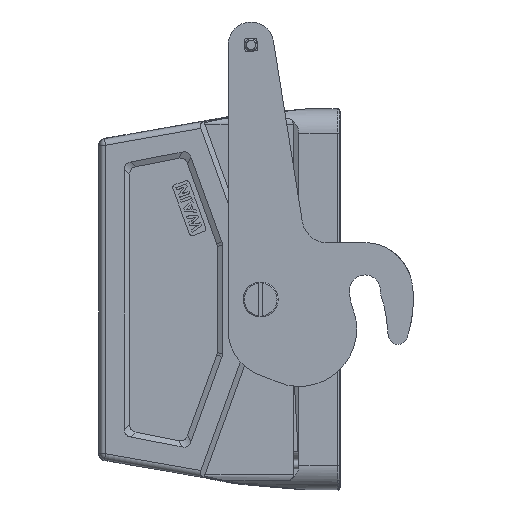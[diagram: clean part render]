
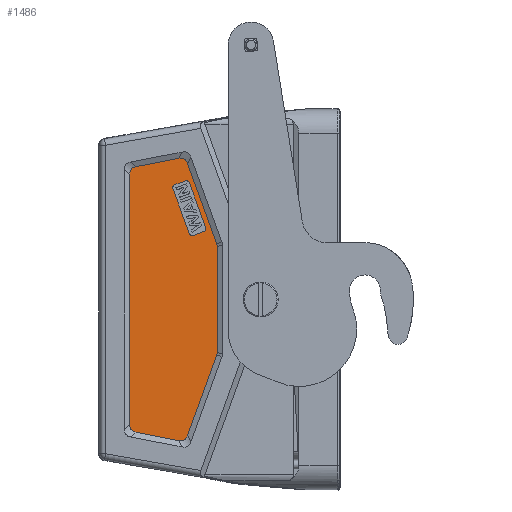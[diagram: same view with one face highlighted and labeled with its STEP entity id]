
A CAD part, left-side view. The second image highlights one B-rep face of the part: STEP entity #1486.
In plain terms, the highlighted planar face has unit normal (-1, 0, 0).
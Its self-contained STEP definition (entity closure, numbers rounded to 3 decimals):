
#1486=ADVANCED_FACE('',(#2663,#2664),#2085,.T.);
#2085=PLANE('',#13253);
#2368=B_SPLINE_CURVE_WITH_KNOTS('',3,(#19359,#19360,#19361,#19362),
 .UNSPECIFIED.,.F.,.F.,(4,4),(0.,1.),.UNSPECIFIED.);
#2369=B_SPLINE_CURVE_WITH_KNOTS('',3,(#19370,#19371,#19372,#19373),
 .UNSPECIFIED.,.F.,.F.,(4,4),(0.,1.),.UNSPECIFIED.);
#2370=B_SPLINE_CURVE_WITH_KNOTS('',3,(#19381,#19382,#19383,#19384),
 .UNSPECIFIED.,.F.,.F.,(4,4),(0.,1.),.UNSPECIFIED.);
#2371=B_SPLINE_CURVE_WITH_KNOTS('',3,(#19392,#19393,#19394,#19395),
 .UNSPECIFIED.,.F.,.F.,(4,4),(0.,1.),.UNSPECIFIED.);
#2372=B_SPLINE_CURVE_WITH_KNOTS('',3,(#19403,#19404,#19405,#19406),
 .UNSPECIFIED.,.F.,.F.,(4,4),(0.,1.),.UNSPECIFIED.);
#2373=B_SPLINE_CURVE_WITH_KNOTS('',3,(#19414,#19415,#19416,#19417),
 .UNSPECIFIED.,.F.,.F.,(4,4),(0.,1.),.UNSPECIFIED.);
#2663=FACE_BOUND('',#2951,.T.);
#2664=FACE_BOUND('',#2952,.T.);
#2951=EDGE_LOOP('',(#6568,#6569,#6570,#6571,#6572,#6573,#6574,#6575,#6576,
#6577,#6578,#6579));
#2952=EDGE_LOOP('',(#6580,#6581,#6582,#6583,#6584,#6585,#6586,#6587,#6588,
#6589));
#3822=LINE('',#19366,#4741);
#3825=LINE('',#19377,#4744);
#3828=LINE('',#19388,#4747);
#3831=LINE('',#19399,#4750);
#3834=LINE('',#19410,#4753);
#3837=LINE('',#19421,#4756);
#3838=LINE('',#19428,#4757);
#3839=LINE('',#19432,#4758);
#3840=LINE('',#19438,#4759);
#3841=LINE('',#19442,#4760);
#4741=VECTOR('',#15284,1.);
#4744=VECTOR('',#15291,1.);
#4747=VECTOR('',#15298,1.);
#4750=VECTOR('',#15305,1.);
#4753=VECTOR('',#15312,1.);
#4756=VECTOR('',#15319,1.);
#4757=VECTOR('',#15326,1.);
#4758=VECTOR('',#15329,1.);
#4759=VECTOR('',#15334,1.);
#4760=VECTOR('',#15337,1.);
#6568=ORIENTED_EDGE('',*,*,#10993,.F.);
#6569=ORIENTED_EDGE('',*,*,#10991,.F.);
#6570=ORIENTED_EDGE('',*,*,#10989,.F.);
#6571=ORIENTED_EDGE('',*,*,#10987,.F.);
#6572=ORIENTED_EDGE('',*,*,#10985,.F.);
#6573=ORIENTED_EDGE('',*,*,#10983,.F.);
#6574=ORIENTED_EDGE('',*,*,#10981,.F.);
#6575=ORIENTED_EDGE('',*,*,#10979,.F.);
#6576=ORIENTED_EDGE('',*,*,#10977,.F.);
#6577=ORIENTED_EDGE('',*,*,#10999,.F.);
#6578=ORIENTED_EDGE('',*,*,#10997,.F.);
#6579=ORIENTED_EDGE('',*,*,#10995,.F.);
#6580=ORIENTED_EDGE('',*,*,#11000,.F.);
#6581=ORIENTED_EDGE('',*,*,#11001,.F.);
#6582=ORIENTED_EDGE('',*,*,#11002,.F.);
#6583=ORIENTED_EDGE('',*,*,#11003,.F.);
#6584=ORIENTED_EDGE('',*,*,#11004,.F.);
#6585=ORIENTED_EDGE('',*,*,#11005,.F.);
#6586=ORIENTED_EDGE('',*,*,#11006,.F.);
#6587=ORIENTED_EDGE('',*,*,#11007,.F.);
#6588=ORIENTED_EDGE('',*,*,#11008,.F.);
#6589=ORIENTED_EDGE('',*,*,#11009,.F.);
#9560=VERTEX_POINT('',#19358);
#9561=VERTEX_POINT('',#19363);
#9562=VERTEX_POINT('',#19367);
#9563=VERTEX_POINT('',#19374);
#9564=VERTEX_POINT('',#19378);
#9565=VERTEX_POINT('',#19385);
#9566=VERTEX_POINT('',#19389);
#9567=VERTEX_POINT('',#19396);
#9568=VERTEX_POINT('',#19400);
#9569=VERTEX_POINT('',#19407);
#9570=VERTEX_POINT('',#19411);
#9571=VERTEX_POINT('',#19418);
#9572=VERTEX_POINT('',#19424);
#9573=VERTEX_POINT('',#19425);
#9574=VERTEX_POINT('',#19427);
#9575=VERTEX_POINT('',#19429);
#9576=VERTEX_POINT('',#19431);
#9577=VERTEX_POINT('',#19433);
#9578=VERTEX_POINT('',#19435);
#9579=VERTEX_POINT('',#19437);
#9580=VERTEX_POINT('',#19439);
#9581=VERTEX_POINT('',#19441);
#10977=EDGE_CURVE('',#9560,#9561,#2368,.T.);
#10979=EDGE_CURVE('',#9561,#9562,#3822,.T.);
#10981=EDGE_CURVE('',#9562,#9563,#2369,.T.);
#10983=EDGE_CURVE('',#9563,#9564,#3825,.T.);
#10985=EDGE_CURVE('',#9564,#9565,#2370,.T.);
#10987=EDGE_CURVE('',#9565,#9566,#3828,.T.);
#10989=EDGE_CURVE('',#9566,#9567,#2371,.T.);
#10991=EDGE_CURVE('',#9567,#9568,#3831,.T.);
#10993=EDGE_CURVE('',#9568,#9569,#2372,.T.);
#10995=EDGE_CURVE('',#9569,#9570,#3834,.T.);
#10997=EDGE_CURVE('',#9570,#9571,#2373,.T.);
#10999=EDGE_CURVE('',#9571,#9560,#3837,.T.);
#11000=EDGE_CURVE('',#9572,#9573,#12430,.T.);
#11001=EDGE_CURVE('',#9574,#9572,#12431,.T.);
#11002=EDGE_CURVE('',#9575,#9574,#3838,.T.);
#11003=EDGE_CURVE('',#9576,#9575,#12432,.T.);
#11004=EDGE_CURVE('',#9577,#9576,#3839,.T.);
#11005=EDGE_CURVE('',#9578,#9577,#12433,.T.);
#11006=EDGE_CURVE('',#9579,#9578,#12434,.T.);
#11007=EDGE_CURVE('',#9580,#9579,#3840,.T.);
#11008=EDGE_CURVE('',#9581,#9580,#12435,.T.);
#11009=EDGE_CURVE('',#9573,#9581,#3841,.T.);
#12430=CIRCLE('',#13247,1.);
#12431=CIRCLE('',#13248,1.);
#12432=CIRCLE('',#13249,1.);
#12433=CIRCLE('',#13250,1.);
#12434=CIRCLE('',#13251,1.);
#12435=CIRCLE('',#13252,1.);
#13247=AXIS2_PLACEMENT_3D('',#19423,#15322,#15323);
#13248=AXIS2_PLACEMENT_3D('',#19426,#15324,#15325);
#13249=AXIS2_PLACEMENT_3D('',#19430,#15327,#15328);
#13250=AXIS2_PLACEMENT_3D('',#19434,#15330,#15331);
#13251=AXIS2_PLACEMENT_3D('',#19436,#15332,#15333);
#13252=AXIS2_PLACEMENT_3D('',#19440,#15335,#15336);
#13253=AXIS2_PLACEMENT_3D('',#19443,#15338,#15339);
#15284=DIRECTION('',(0.,0.,-1.));
#15291=DIRECTION('',(0.,0.342,-0.94));
#15298=DIRECTION('',(0.,0.982,0.19));
#15305=DIRECTION('',(0.,0.,1.));
#15312=DIRECTION('',(0.,-0.982,0.19));
#15319=DIRECTION('',(0.,-0.342,-0.94));
#15322=DIRECTION('',(-1.,0.,0.));
#15323=DIRECTION('',(0.,-1.,0.));
#15324=DIRECTION('',(-1.,0.,0.));
#15325=DIRECTION('',(0.,-0.342,-0.94));
#15326=DIRECTION('',(0.,-0.94,0.342));
#15327=DIRECTION('',(-1.,0.,0.));
#15328=DIRECTION('',(0.,0.94,-0.342));
#15329=DIRECTION('',(0.,-0.342,-0.94));
#15330=DIRECTION('',(-1.,0.,0.));
#15331=DIRECTION('',(0.,1.,0.));
#15332=DIRECTION('',(-1.,0.,0.));
#15333=DIRECTION('',(0.,0.342,0.94));
#15334=DIRECTION('',(0.,0.94,-0.342));
#15335=DIRECTION('',(-1.,0.,0.));
#15336=DIRECTION('',(0.,-0.94,0.342));
#15337=DIRECTION('',(0.,0.342,0.94));
#15338=DIRECTION('',(-1.,0.,0.));
#15339=DIRECTION('',(0.,-1.,0.));
#19358=CARTESIAN_POINT('',(-21.5,-15.702,17.609));
#19359=CARTESIAN_POINT('',(-21.5,-15.702,17.609));
#19360=CARTESIAN_POINT('',(-21.5,-15.802,17.333));
#19361=CARTESIAN_POINT('',(-21.5,-15.853,17.047));
#19362=CARTESIAN_POINT('',(-21.5,-15.853,16.754));
#19363=CARTESIAN_POINT('',(-21.5,-15.853,16.754));
#19366=CARTESIAN_POINT('',(-21.5,-15.853,16.754));
#19367=CARTESIAN_POINT('',(-21.5,-15.853,-16.754));
#19370=CARTESIAN_POINT('',(-21.5,-15.853,-16.754));
#19371=CARTESIAN_POINT('',(-21.5,-15.853,-17.047));
#19372=CARTESIAN_POINT('',(-21.5,-15.802,-17.333));
#19373=CARTESIAN_POINT('',(-21.5,-15.702,-17.609));
#19374=CARTESIAN_POINT('',(-21.5,-15.702,-17.609));
#19377=CARTESIAN_POINT('',(-21.5,-15.702,-17.609));
#19378=CARTESIAN_POINT('',(-21.5,-6.519,-42.839));
#19381=CARTESIAN_POINT('',(-21.5,-6.519,-42.839));
#19382=CARTESIAN_POINT('',(-21.5,-6.037,-44.164));
#19383=CARTESIAN_POINT('',(-21.5,-5.079,-44.706));
#19384=CARTESIAN_POINT('',(-21.5,-3.695,-44.439));
#19385=CARTESIAN_POINT('',(-21.5,-3.695,-44.439));
#19388=CARTESIAN_POINT('',(-21.5,-3.695,-44.439));
#19389=CARTESIAN_POINT('',(-21.5,9.658,-41.859));
#19392=CARTESIAN_POINT('',(-21.5,9.658,-41.859));
#19393=CARTESIAN_POINT('',(-21.5,10.996,-41.601));
#19394=CARTESIAN_POINT('',(-21.5,11.683,-40.769));
#19395=CARTESIAN_POINT('',(-21.5,11.683,-39.405));
#19396=CARTESIAN_POINT('',(-21.5,11.683,-39.405));
#19399=CARTESIAN_POINT('',(-21.5,11.683,-39.405));
#19400=CARTESIAN_POINT('',(-21.5,11.683,39.405));
#19403=CARTESIAN_POINT('',(-21.5,11.683,39.405));
#19404=CARTESIAN_POINT('',(-21.5,11.683,40.769));
#19405=CARTESIAN_POINT('',(-21.5,10.997,41.601));
#19406=CARTESIAN_POINT('',(-21.5,9.658,41.859));
#19407=CARTESIAN_POINT('',(-21.5,9.658,41.859));
#19410=CARTESIAN_POINT('',(-21.5,9.658,41.859));
#19411=CARTESIAN_POINT('',(-21.5,-3.695,44.439));
#19414=CARTESIAN_POINT('',(-21.5,-3.695,44.439));
#19415=CARTESIAN_POINT('',(-21.5,-5.079,44.706));
#19416=CARTESIAN_POINT('',(-21.5,-6.037,44.164));
#19417=CARTESIAN_POINT('',(-21.5,-6.519,42.839));
#19418=CARTESIAN_POINT('',(-21.5,-6.519,42.839));
#19421=CARTESIAN_POINT('',(-21.5,-6.519,42.839));
#19423=CARTESIAN_POINT('',(-21.5,-11.326,22.321));
#19424=CARTESIAN_POINT('',(-21.5,-12.326,22.321));
#19425=CARTESIAN_POINT('',(-21.5,-12.266,22.663));
#19426=CARTESIAN_POINT('',(-21.5,-11.326,22.321));
#19427=CARTESIAN_POINT('',(-21.5,-11.668,21.382));
#19428=CARTESIAN_POINT('',(-21.5,-8.379,20.185));
#19429=CARTESIAN_POINT('',(-21.5,-8.379,20.185));
#19430=CARTESIAN_POINT('',(-21.5,-8.037,21.124));
#19431=CARTESIAN_POINT('',(-21.5,-7.098,20.782));
#19432=CARTESIAN_POINT('',(-21.5,-1.967,34.878));
#19433=CARTESIAN_POINT('',(-21.5,-1.967,34.878));
#19434=CARTESIAN_POINT('',(-21.5,-2.907,35.22));
#19435=CARTESIAN_POINT('',(-21.5,-1.907,35.22));
#19436=CARTESIAN_POINT('',(-21.5,-2.907,35.22));
#19437=CARTESIAN_POINT('',(-21.5,-2.565,36.159));
#19438=CARTESIAN_POINT('',(-21.5,-5.854,37.356));
#19439=CARTESIAN_POINT('',(-21.5,-5.854,37.356));
#19440=CARTESIAN_POINT('',(-21.5,-6.196,36.417));
#19441=CARTESIAN_POINT('',(-21.5,-7.136,36.759));
#19442=CARTESIAN_POINT('',(-21.5,-12.266,22.663));
#19443=CARTESIAN_POINT('',(-21.5,-17.585,48.886));
